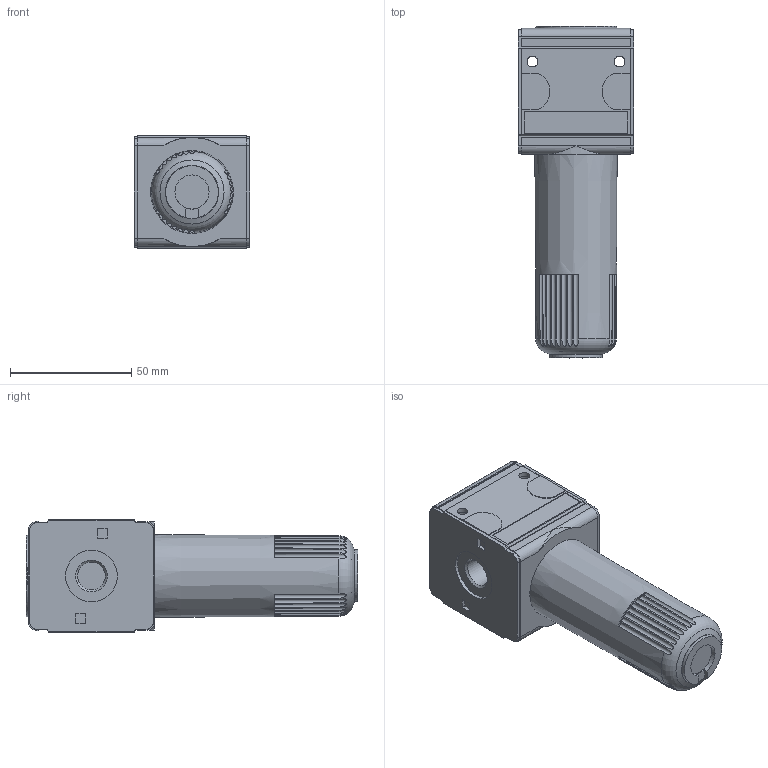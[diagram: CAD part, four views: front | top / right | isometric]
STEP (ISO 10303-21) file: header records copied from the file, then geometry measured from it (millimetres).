
FILE_DESCRIPTION( ( 'STEP AP203' ), ' ' );
FILE_NAME( '9.1311.970.stp', '2017-04-10T07:04:46', ( '' ), ( '' ), ' ', 'PARTsolutions', ' ' );
FILE_SCHEMA( ( 'CONFIG_CONTROL_DESIGN' ) );
Length unit declared in the file: millimetre
Products named in the file (3): 9.1311.970; _FA 11 K-00000-G; _FA 11 K--P1
Assembly tree (2 placements, depth 2):
  9.1311.970
    _FA 11 K-00000-G
    _FA 11 K--P1
Bounding box: 47.8 x 137 x 47 mm (x, y, z)
Volume: 181145.7 mm3; surface area: 27646.6 mm2
Topology: 2 solids, 2 shells, 210 faces, 545 edges, 361 vertices
Faces by surface type: plane 142, cylinder 58, cone 8, sphere 1, torus 1
Full cylindrical faces by diameter (mm): 4.4 x4, 11.445 x2, 14.1 x1, 15.7 x1, 19.2 x1, 21.4 x2, 33.5 x1
Entity records: 7426 total; most frequent: CARTESIAN_POINT 2283, ORIENTED_EDGE 1036, DIRECTION 1016, EDGE_CURVE 518, AXIS2_PLACEMENT_3D 361, VERTEX_POINT 356, LINE 294, VECTOR 294
